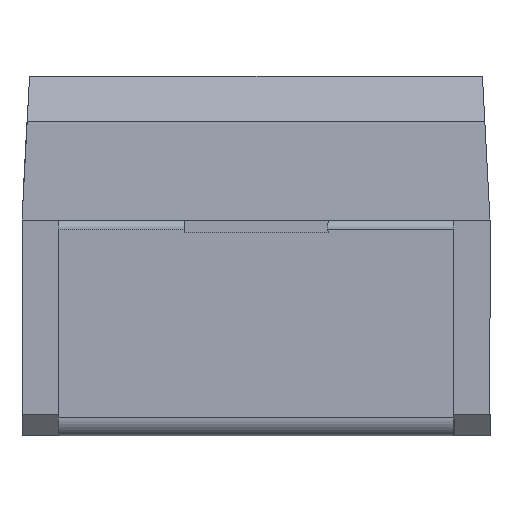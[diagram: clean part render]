
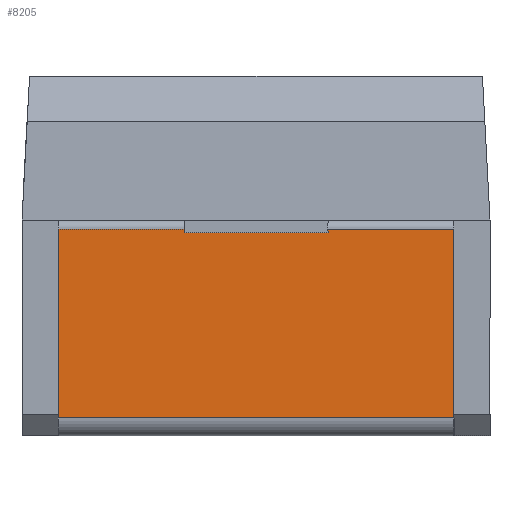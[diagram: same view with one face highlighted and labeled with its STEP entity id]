
A CAD part, left-side view. The second image highlights one B-rep face of the part: STEP entity #8205.
In plain terms, the highlighted planar face has unit normal (-1, 0, 0).
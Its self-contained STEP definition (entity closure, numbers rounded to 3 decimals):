
#123 = CARTESIAN_POINT ( 'NONE',  ( -1.85, -1.1, 0.1 ) ) ;
#310 = VECTOR ( 'NONE', #8980, 1000. ) ;
#666 = DIRECTION ( 'NONE',  ( 0., -1., 0. ) ) ;
#989 = EDGE_LOOP ( 'NONE', ( #3376, #8225, #4549, #2290, #2893, #12521, #5584, #5183 ) ) ;
#1372 = CARTESIAN_POINT ( 'NONE',  ( -1.85, -0.4, 1.2 ) ) ;
#1397 = LINE ( 'NONE', #10268, #310 ) ;
#1468 = CARTESIAN_POINT ( 'NONE',  ( -1.85, 1.1, 0.1 ) ) ;
#1528 = VERTEX_POINT ( 'NONE', #9043 ) ;
#2290 = ORIENTED_EDGE ( 'NONE', *, *, #13669, .F. ) ;
#2893 = ORIENTED_EDGE ( 'NONE', *, *, #4367, .T. ) ;
#2900 = LINE ( 'NONE', #10617, #2954 ) ;
#2954 = VECTOR ( 'NONE', #11512, 1000. ) ;
#3293 = VECTOR ( 'NONE', #12146, 1000. ) ;
#3305 = CARTESIAN_POINT ( 'NONE',  ( -1.85, -0.4, 1.13 ) ) ;
#3376 = ORIENTED_EDGE ( 'NONE', *, *, #5320, .T. ) ;
#3515 = EDGE_CURVE ( 'NONE', #8130, #1528, #13221, .T. ) ;
#3527 = VERTEX_POINT ( 'NONE', #14303 ) ;
#3643 = DIRECTION ( 'NONE',  ( 0., 0., -1. ) ) ;
#3870 = DIRECTION ( 'NONE',  ( 0., 1., 0. ) ) ;
#4367 = EDGE_CURVE ( 'NONE', #10704, #8130, #10735, .T. ) ;
#4481 = VECTOR ( 'NONE', #12004, 1000. ) ;
#4549 = ORIENTED_EDGE ( 'NONE', *, *, #7427, .T. ) ;
#4983 = CARTESIAN_POINT ( 'NONE',  ( -1.85, -0.4, 1.15 ) ) ;
#5183 = ORIENTED_EDGE ( 'NONE', *, *, #6920, .T. ) ;
#5320 = EDGE_CURVE ( 'NONE', #8772, #3527, #10420, .T. ) ;
#5584 = ORIENTED_EDGE ( 'NONE', *, *, #12252, .T. ) ;
#5631 = AXIS2_PLACEMENT_3D ( 'NONE', #1468, #5923, #3643 ) ;
#5923 = DIRECTION ( 'NONE',  ( 1., 0., 0. ) ) ;
#6229 = CARTESIAN_POINT ( 'NONE',  ( -1.85, 0.4, 1.13 ) ) ;
#6769 = VERTEX_POINT ( 'NONE', #11076 ) ;
#6886 = FACE_OUTER_BOUND ( 'NONE', #989, .T. ) ;
#6920 = EDGE_CURVE ( 'NONE', #10982, #8772, #9312, .T. ) ;
#7270 = CARTESIAN_POINT ( 'NONE',  ( -1.85, 1.1, 0.1 ) ) ;
#7427 = EDGE_CURVE ( 'NONE', #6769, #12038, #1397, .T. ) ;
#7783 = CARTESIAN_POINT ( 'NONE',  ( -1.85, -1.1, 0.1 ) ) ;
#8130 = VERTEX_POINT ( 'NONE', #123 ) ;
#8205 = ADVANCED_FACE ( 'NONE', ( #6886 ), #10255, .F. ) ;
#8225 = ORIENTED_EDGE ( 'NONE', *, *, #12957, .T. ) ;
#8561 = VECTOR ( 'NONE', #12039, 1000. ) ;
#8583 = CARTESIAN_POINT ( 'NONE',  ( -1.85, 1.1, 1.15 ) ) ;
#8772 = VERTEX_POINT ( 'NONE', #3305 ) ;
#8980 = DIRECTION ( 'NONE',  ( 0., 1., 0. ) ) ;
#9043 = CARTESIAN_POINT ( 'NONE',  ( -1.85, -1.1, 1.15 ) ) ;
#9312 = LINE ( 'NONE', #1372, #11815 ) ;
#9508 = CARTESIAN_POINT ( 'NONE',  ( -1.85, 1.1, 0.1 ) ) ;
#9593 = LINE ( 'NONE', #10968, #4481 ) ;
#10255 = PLANE ( 'NONE',  #5631 ) ;
#10268 = CARTESIAN_POINT ( 'NONE',  ( -1.85, 1.1, 1.15 ) ) ;
#10420 = LINE ( 'NONE', #6229, #14543 ) ;
#10617 = CARTESIAN_POINT ( 'NONE',  ( -1.85, 1.1, 0.1 ) ) ;
#10704 = VERTEX_POINT ( 'NONE', #7270 ) ;
#10735 = LINE ( 'NONE', #9508, #13446 ) ;
#10968 = CARTESIAN_POINT ( 'NONE',  ( -1.85, 1.1, 1.15 ) ) ;
#10982 = VERTEX_POINT ( 'NONE', #4983 ) ;
#11076 = CARTESIAN_POINT ( 'NONE',  ( -1.85, 0.4, 1.15 ) ) ;
#11512 = DIRECTION ( 'NONE',  ( 0., 0., 1. ) ) ;
#11815 = VECTOR ( 'NONE', #12739, 1000. ) ;
#11866 = CARTESIAN_POINT ( 'NONE',  ( -1.85, 0.4, 1.2 ) ) ;
#11934 = LINE ( 'NONE', #11866, #3293 ) ;
#12004 = DIRECTION ( 'NONE',  ( 0., 1., 0. ) ) ;
#12038 = VERTEX_POINT ( 'NONE', #8583 ) ;
#12039 = DIRECTION ( 'NONE',  ( 0., 0., 1. ) ) ;
#12146 = DIRECTION ( 'NONE',  ( 0., 0., 1. ) ) ;
#12252 = EDGE_CURVE ( 'NONE', #1528, #10982, #9593, .T. ) ;
#12521 = ORIENTED_EDGE ( 'NONE', *, *, #3515, .T. ) ;
#12739 = DIRECTION ( 'NONE',  ( 0., 0., -1. ) ) ;
#12957 = EDGE_CURVE ( 'NONE', #3527, #6769, #11934, .T. ) ;
#13221 = LINE ( 'NONE', #7783, #8561 ) ;
#13446 = VECTOR ( 'NONE', #666, 1000. ) ;
#13669 = EDGE_CURVE ( 'NONE', #10704, #12038, #2900, .T. ) ;
#14303 = CARTESIAN_POINT ( 'NONE',  ( -1.85, 0.4, 1.13 ) ) ;
#14543 = VECTOR ( 'NONE', #3870, 1000. ) ;
